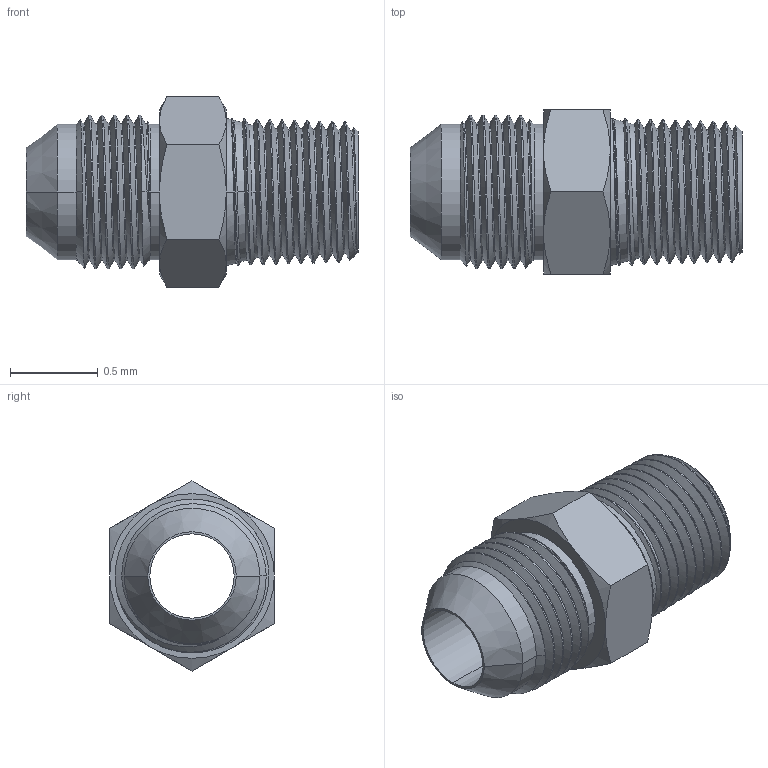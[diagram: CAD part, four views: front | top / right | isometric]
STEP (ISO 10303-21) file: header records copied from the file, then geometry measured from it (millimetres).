
FILE_DESCRIPTION(/* description */ (''),/* implementation_level */ '2;1');
FILE_NAME(/* name */ '2404-10-08.stp',/* time_stamp */ '2023-05-26T16:41:06-04:00',/* author */ ('esanner'),/* organization */ (''),/* preprocessor_version */ 'ST-DEVELOPER v19',/* originating_system */ 'AutoCAD Mechanical',/* authorisation */ '');
FILE_SCHEMA (('AUTOMOTIVE_DESIGN { 1 0 10303 214 3 1 1 }'));
Length unit declared in the file: inch
Products named in the file (2): Product; 50715K269_37 Degree Flared Fitting for Stainless Steel Tubing
Assembly tree (1 placements, depth 2):
  Product
    50715K269_37 Degree Flared Fitting for Stainless Steel Tubing
Bounding box: 1.89 x 0.94 x 1.08 mm (x, y, z)
Volume: 0.7 mm3; surface area: 10.4 mm2
Topology: 1 solids, 1 shells, 89 faces, 234 edges, 149 vertices
Faces by surface type: cone 51, cylinder 23, plane 10, bspline 5
Full cylindrical faces by diameter (mm): 0.782 x5
Entity records: 9915 total; most frequent: CARTESIAN_POINT 7971, ORIENTED_EDGE 468, DIRECTION 320, EDGE_CURVE 234, VERTEX_POINT 149, AXIS2_PLACEMENT_3D 128, EDGE_LOOP 93, FACE_OUTER_BOUND 89
